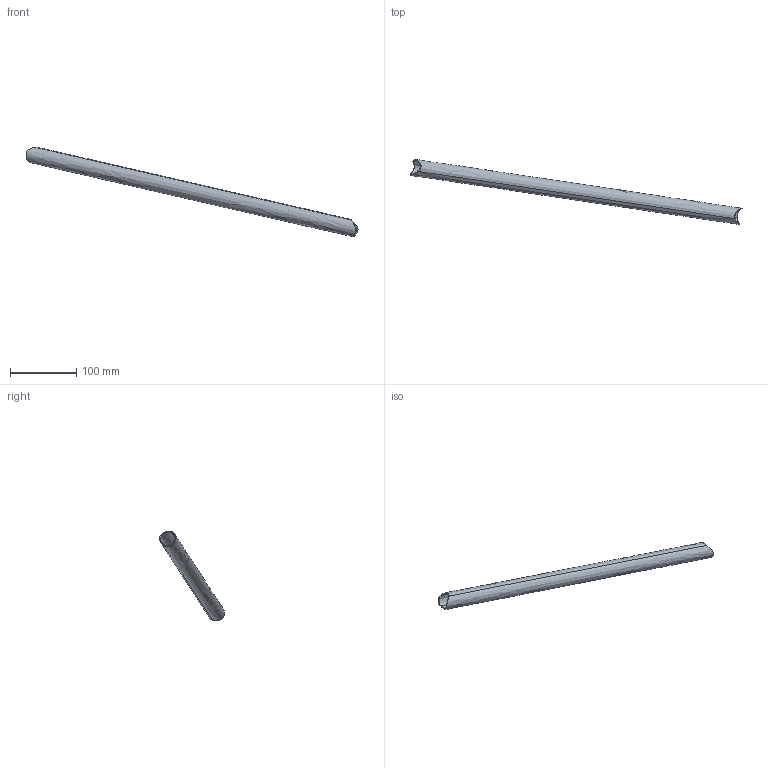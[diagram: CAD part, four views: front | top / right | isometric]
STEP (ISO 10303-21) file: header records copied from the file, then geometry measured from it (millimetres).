
FILE_DESCRIPTION(('CATIA V5 STEP Exchange'),'2;1');
FILE_NAME('30.stp','2017-12-23T18:22:35+00:00',('none'),('none'),'CATIA Version 5 Release 19 SP 2 (IN-10)','CATIA V5 STEP AP203','none');
FILE_SCHEMA(('CONFIG_CONTROL_DESIGN'));
Length unit declared in the file: millimetre
Products named in the file (1): Shape_935
Bounding box: 501.47 x 98.22 x 135.77 mm (x, y, z)
Volume: 55989.3 mm3; surface area: 74946.3 mm2
Topology: 1 solids, 1 shells, 9 faces, 24 edges, 16 vertices
Faces by surface type: bspline 5, cylinder 4
Entity records: 684 total; most frequent: CARTESIAN_POINT 484, ORIENTED_EDGE 48, EDGE_CURVE 24, B_SPLINE_CURVE_WITH_KNOTS 19, VERTEX_POINT 16, EDGE_LOOP 10, ADVANCED_FACE 9, FACE_OUTER_BOUND 9
